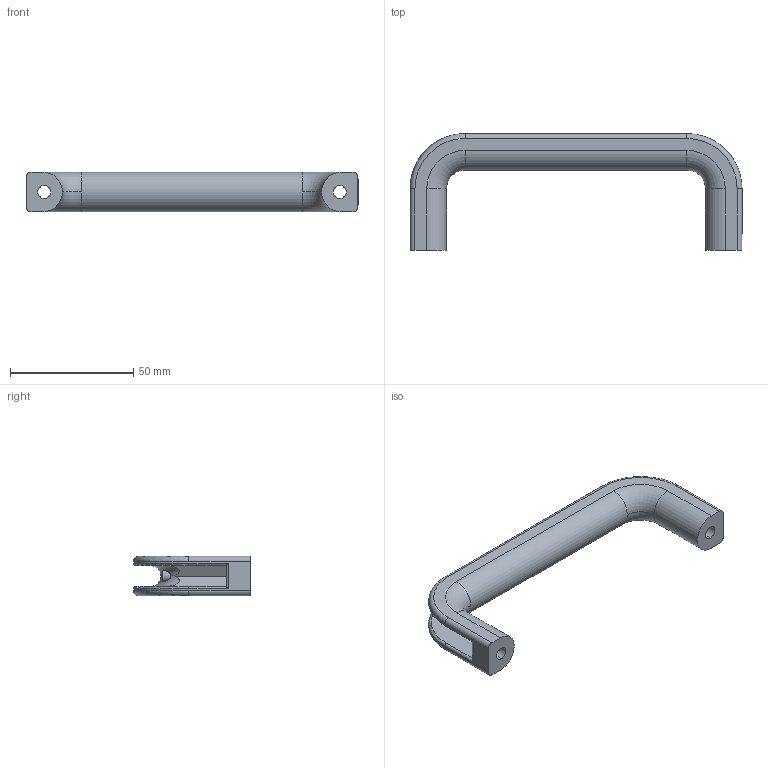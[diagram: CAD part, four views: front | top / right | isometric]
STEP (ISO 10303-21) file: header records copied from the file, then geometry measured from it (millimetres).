
FILE_DESCRIPTION (( 'STEP AP203' ), '1' );
FILE_NAME ('402750010_c_1.STEP', '2022-07-13T14:17:37', ( '' ), ( '' ), 'SwSTEP 2.0', 'SolidWorks 2014', '' );
FILE_SCHEMA (( 'CONFIG_CONTROL_DESIGN' ));
Length unit declared in the file: millimetre
Products named in the file (1): 402750010_c_1
Bounding box: 134.8 x 47.4 x 16 mm (x, y, z)
Volume: 23297.6 mm3; surface area: 14007 mm2
Topology: 1 solids, 1 shells, 70 faces, 182 edges, 114 vertices
Faces by surface type: cylinder 30, plane 24, torus 16
Entity records: 3731 total; most frequent: CARTESIAN_POINT 1939, ORIENTED_EDGE 364, DIRECTION 360, EDGE_CURVE 182, AXIS2_PLACEMENT_3D 135, VERTEX_POINT 114, VECTOR 90, LINE 90
